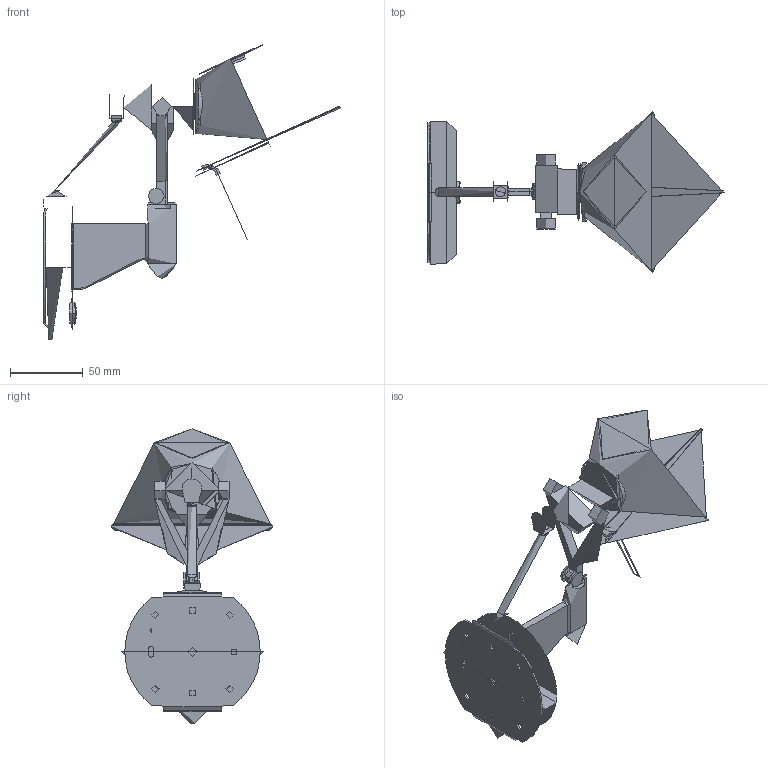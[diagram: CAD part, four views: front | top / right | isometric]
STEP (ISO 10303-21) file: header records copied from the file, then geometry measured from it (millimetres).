
FILE_DESCRIPTION(/* description */ (''),/* implementation_level */ '2;1');
FILE_NAME(/* name */ 'tolomeo micro faretto',/* time_stamp */ '2017-07-14T11:29:39+02:00',/* author */ (''),/* organization */ (''),/* preprocessor_version */ 'ST-DEVELOPER v15',/* originating_system */ '',/* authorisation */ '');
FILE_SCHEMA (('AUTOMOTIVE_DESIGN'));
Length unit declared in the file: millimetre
Products named in the file (1): Document
Bounding box: 203.42 x 111.19 x 202.06 mm (x, y, z)
Volume: 9749.4 mm3; surface area: 77112.2 mm2
Topology: 2 solids, 242 shells, 321 faces, 1326 edges, 1244 vertices
Faces by surface type: bspline 192, plane 129
Entity records: 16329 total; most frequent: CARTESIAN_POINT 9457, ORIENTED_EDGE 1554, EDGE_CURVE 1322, VERTEX_POINT 1241, B_SPLINE_CURVE_WITH_KNOTS 560, EDGE_LOOP 351, ADVANCED_FACE 321, FACE_OUTER_BOUND 321
